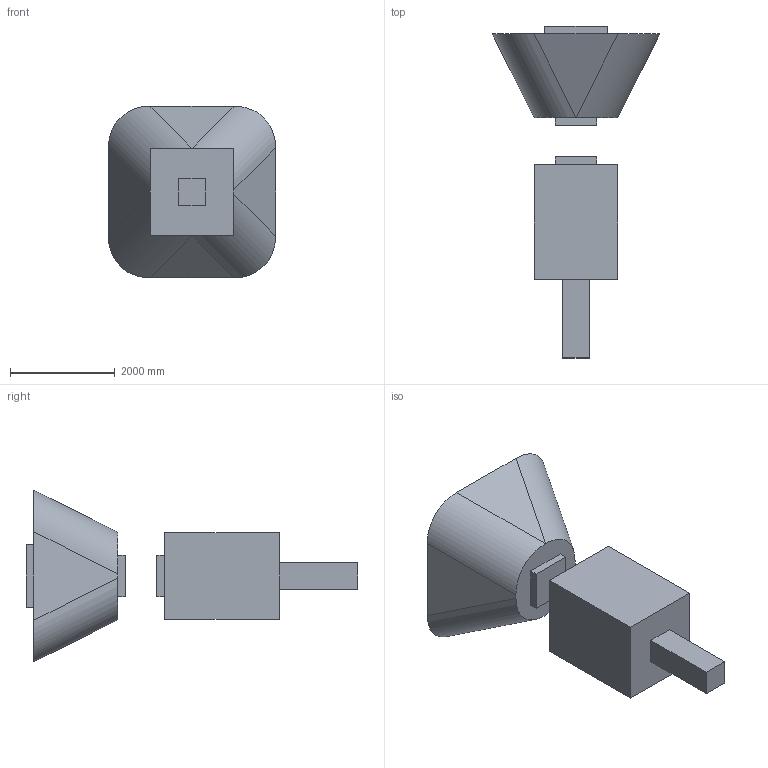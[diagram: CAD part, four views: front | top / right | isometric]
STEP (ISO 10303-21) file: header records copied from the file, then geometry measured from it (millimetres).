
FILE_DESCRIPTION(('CATIA V5-6R2013 STEP','CAx-IF Rec.Pracs.--- Model Styling and Organization---1.4--- 2014-01-23','CAx-IF Rec.Pracs.--- Geometric and Assembly Validation Properties ---4.2---2014-10-09'),'2;1');
FILE_NAME('ADV SND FAR - WITH MAXIMUM FILLET.stp','2023-09-20T09:12:05+00:00',('none'),('CERN'),'CATIA Version 5-6 Release 2017 SP6 HF16','CATIA V5 STEP AP214','none');
FILE_SCHEMA(('AUTOMOTIVE_DESIGN { 1 0 10303 214 1 1 1 1 }'));
Length unit declared in the file: millimetre
Products named in the file (1): ST1716005_01
Bounding box: 3200 x 6350 x 3280 mm (x, y, z)
Volume: 15672558091.3 mm3; surface area: 58057903.7 mm2
Topology: 6 solids, 6 shells, 40 faces, 84 edges, 56 vertices
Faces by surface type: plane 36, cylinder 4
Entity records: 1355 total; most frequent: CARTESIAN_POINT 359, ORIENTED_EDGE 168, DIRECTION 156, EDGE_CURVE 84, VECTOR 76, LINE 76, VERTEX_POINT 56, AXIS2_PLACEMENT_3D 41
